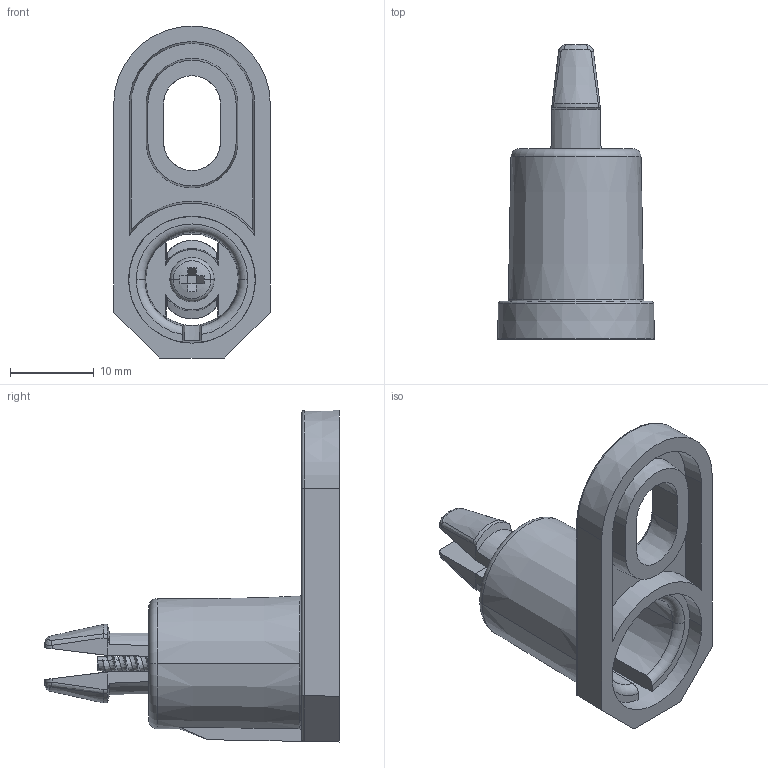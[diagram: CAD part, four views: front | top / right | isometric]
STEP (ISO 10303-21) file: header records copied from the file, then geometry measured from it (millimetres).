
FILE_DESCRIPTION((''),'2;1');
FILE_NAME('OFL1-1PCS_ASM','2017-05-24T',('kjell_andersson'),(''),'CREO PARAMETRIC BY PTC INC, 2015290','CREO PARAMETRIC BY PTC INC, 2015290','');
FILE_SCHEMA(('AUTOMOTIVE_DESIGN { 1 0 10303 214 1 1 1 1 }'));
Length unit declared in the file: millimetre
Products named in the file (3): PMR1825; PLP80_PT30X16; OFL1-1PCS_ASM
Assembly tree (2 placements, depth 2):
  OFL1-1PCS_ASM
    PMR1825
    PLP80_PT30X16
Bounding box: 18.76 x 35.27 x 39.76 mm (x, y, z)
Volume: 4378.5 mm3; surface area: 4579.9 mm2
Topology: 2 solids, 2 shells, 163 faces, 433 edges, 274 vertices
Faces by surface type: plane 63, bspline 32, cylinder 29, cone 22, torus 15, sphere 2
Entity records: 11066 total; most frequent: CARTESIAN_POINT 5801, ORIENTED_EDGE 866, DIRECTION 668, EDGE_CURVE 433, VERTEX_POINT 274, AXIS2_PLACEMENT_3D 254, PROPERTY_DEFINITION 219, REPRESENTATION 217
